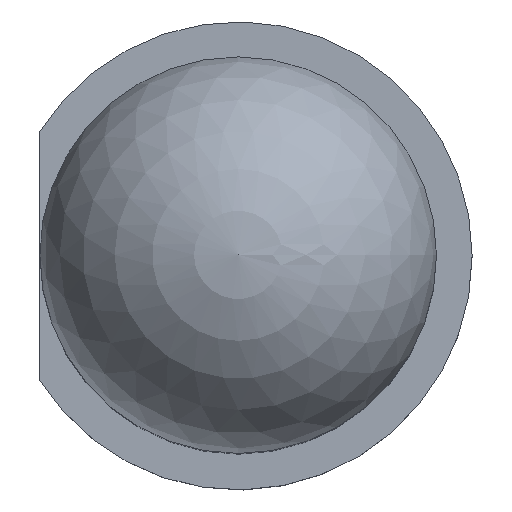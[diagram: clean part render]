
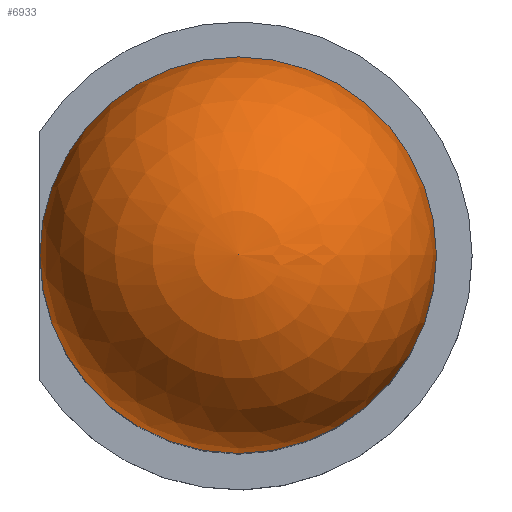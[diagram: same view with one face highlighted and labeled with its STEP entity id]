
A CAD part, top view. The second image highlights one B-rep face of the part: STEP entity #6933.
In plain terms, the highlighted spherical face has radius 2.5 mm.
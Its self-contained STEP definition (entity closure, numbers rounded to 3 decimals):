
#6711 = VERTEX_POINT('',#6712);
#6712 = CARTESIAN_POINT('',(2.5,0.,10.3));
#6719 = CYLINDRICAL_SURFACE('',#6720,2.5);
#6720 = AXIS2_PLACEMENT_3D('',#6721,#6722,#6723);
#6721 = CARTESIAN_POINT('',(0.,0.,4.));
#6722 = DIRECTION('',(0.,0.,1.));
#6723 = DIRECTION('',(1.,0.,0.));
#6738 = EDGE_CURVE('',#6711,#6711,#6739,.T.);
#6739 = SURFACE_CURVE('',#6740,(#6745,#6752),.PCURVE_S1.);
#6740 = CIRCLE('',#6741,2.5);
#6741 = AXIS2_PLACEMENT_3D('',#6742,#6743,#6744);
#6742 = CARTESIAN_POINT('',(0.,0.,10.3));
#6743 = DIRECTION('',(0.,0.,1.));
#6744 = DIRECTION('',(1.,0.,0.));
#6745 = PCURVE('',#6719,#6746);
#6746 = DEFINITIONAL_REPRESENTATION('',(#6747),#6751);
#6747 = LINE('',#6748,#6749);
#6748 = CARTESIAN_POINT('',(0.,6.3));
#6749 = VECTOR('',#6750,1.);
#6750 = DIRECTION('',(1.,0.));
#6751 = ( GEOMETRIC_REPRESENTATION_CONTEXT(2) 
PARAMETRIC_REPRESENTATION_CONTEXT() REPRESENTATION_CONTEXT('2D SPACE',''
  ) );
#6752 = PCURVE('',#6753,#6758);
#6753 = SPHERICAL_SURFACE('',#6754,2.5);
#6754 = AXIS2_PLACEMENT_3D('',#6755,#6756,#6757);
#6755 = CARTESIAN_POINT('',(0.,0.,10.3));
#6756 = DIRECTION('',(0.,0.,1.));
#6757 = DIRECTION('',(1.,0.,0.));
#6758 = DEFINITIONAL_REPRESENTATION('',(#6759),#6763);
#6759 = LINE('',#6760,#6761);
#6760 = CARTESIAN_POINT('',(0.,0.));
#6761 = VECTOR('',#6762,1.);
#6762 = DIRECTION('',(1.,0.));
#6763 = ( GEOMETRIC_REPRESENTATION_CONTEXT(2) 
PARAMETRIC_REPRESENTATION_CONTEXT() REPRESENTATION_CONTEXT('2D SPACE',''
  ) );
#6933 = ADVANCED_FACE('',(#6934),#6753,.T.);
#6934 = FACE_BOUND('',#6935,.T.);
#6935 = EDGE_LOOP('',(#6936,#6960,#6961));
#6936 = ORIENTED_EDGE('',*,*,#6937,.T.);
#6937 = EDGE_CURVE('',#6711,#6938,#6940,.T.);
#6938 = VERTEX_POINT('',#6939);
#6939 = CARTESIAN_POINT('',(0.,0.,12.8)
  );
#6940 = SEAM_CURVE('',#6941,(#6946,#6953),.PCURVE_S1.);
#6941 = CIRCLE('',#6942,2.5);
#6942 = AXIS2_PLACEMENT_3D('',#6943,#6944,#6945);
#6943 = CARTESIAN_POINT('',(0.,0.,10.3));
#6944 = DIRECTION('',(0.,-1.,0.));
#6945 = DIRECTION('',(1.,0.,0.));
#6946 = PCURVE('',#6753,#6947);
#6947 = DEFINITIONAL_REPRESENTATION('',(#6948),#6952);
#6948 = LINE('',#6949,#6950);
#6949 = CARTESIAN_POINT('',(6.283,-6.283));
#6950 = VECTOR('',#6951,1.);
#6951 = DIRECTION('',(0.,1.));
#6952 = ( GEOMETRIC_REPRESENTATION_CONTEXT(2) 
PARAMETRIC_REPRESENTATION_CONTEXT() REPRESENTATION_CONTEXT('2D SPACE',''
  ) );
#6953 = PCURVE('',#6753,#6954);
#6954 = DEFINITIONAL_REPRESENTATION('',(#6955),#6959);
#6955 = LINE('',#6956,#6957);
#6956 = CARTESIAN_POINT('',(0.,-6.283));
#6957 = VECTOR('',#6958,1.);
#6958 = DIRECTION('',(0.,1.));
#6959 = ( GEOMETRIC_REPRESENTATION_CONTEXT(2) 
PARAMETRIC_REPRESENTATION_CONTEXT() REPRESENTATION_CONTEXT('2D SPACE',''
  ) );
#6960 = ORIENTED_EDGE('',*,*,#6937,.F.);
#6961 = ORIENTED_EDGE('',*,*,#6738,.T.);
